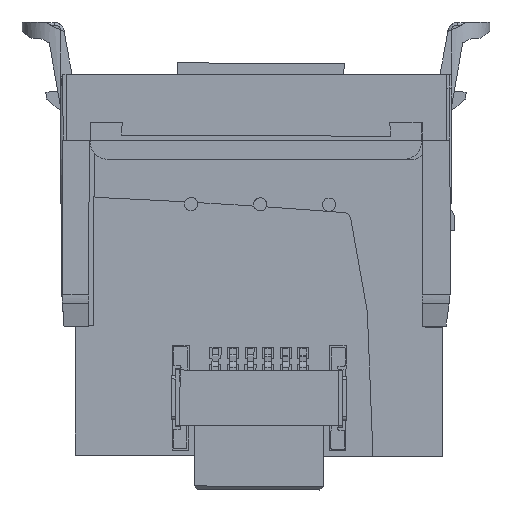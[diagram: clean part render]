
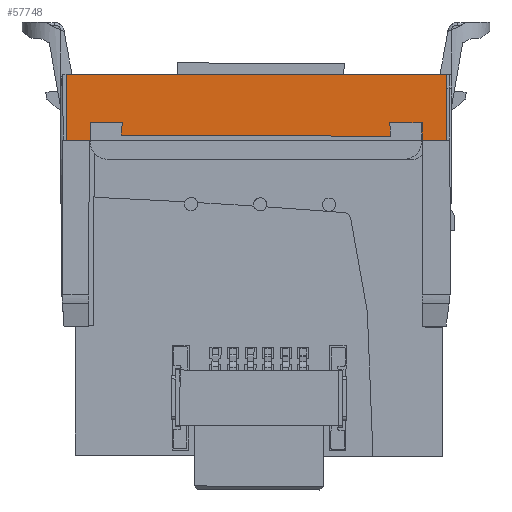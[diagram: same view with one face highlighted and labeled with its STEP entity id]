
A CAD part, left-side view. The second image highlights one B-rep face of the part: STEP entity #57748.
In plain terms, the highlighted planar face has unit normal (-1, 0, 0).
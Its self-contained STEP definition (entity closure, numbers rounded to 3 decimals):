
#1504 = EDGE_CURVE ( 'NONE', #54244, #6875, #65681, .T. ) ;
#2348 = CARTESIAN_POINT ( 'NONE',  ( 89.683, -0.001, 78.015 ) ) ;
#3391 = VERTEX_POINT ( 'NONE', #45299 ) ;
#3609 = VECTOR ( 'NONE', #53617, 1000. ) ;
#3698 = LINE ( 'NONE', #82215, #35712 ) ;
#4024 = EDGE_CURVE ( 'NONE', #7366, #54626, #3698, .T. ) ;
#4191 = DIRECTION ( 'NONE',  ( 0., -1., 0. ) ) ;
#5044 = VECTOR ( 'NONE', #65433, 1000. ) ;
#5884 = EDGE_CURVE ( 'NONE', #22670, #60566, #48062, .T. ) ;
#6423 = ORIENTED_EDGE ( 'NONE', *, *, #75184, .T. ) ;
#6875 = VERTEX_POINT ( 'NONE', #9197 ) ;
#7132 = EDGE_CURVE ( 'NONE', #42207, #54594, #39640, .T. ) ;
#7366 = VERTEX_POINT ( 'NONE', #24929 ) ;
#7544 = VECTOR ( 'NONE', #45820, 1000. ) ;
#7818 = ORIENTED_EDGE ( 'NONE', *, *, #50885, .F. ) ;
#8766 = LINE ( 'NONE', #16101, #74651 ) ;
#9197 = CARTESIAN_POINT ( 'NONE',  ( 89.683, 9.869, 78.31 ) ) ;
#9351 = ORIENTED_EDGE ( 'NONE', *, *, #45357, .F. ) ;
#10069 = CARTESIAN_POINT ( 'NONE',  ( 89.683, 29.315, 79.311 ) ) ;
#12162 = VECTOR ( 'NONE', #12559, 1000. ) ;
#12559 = DIRECTION ( 'NONE',  ( 0., 0.07, -0.998 ) ) ;
#12833 = CARTESIAN_POINT ( 'NONE',  ( 89.683, 28.93, 84.823 ) ) ;
#14018 = CARTESIAN_POINT ( 'NONE',  ( 89.683, 5.843, 64.495 ) ) ;
#14138 = VERTEX_POINT ( 'NONE', #30591 ) ;
#15612 = AXIS2_PLACEMENT_3D ( 'NONE', #76026, #37861, #82477 ) ;
#16101 = CARTESIAN_POINT ( 'NONE',  ( 89.683, -0.001, 79.311 ) ) ;
#16785 = VECTOR ( 'NONE', #78526, 1000. ) ;
#17343 = VECTOR ( 'NONE', #41084, 1000. ) ;
#17994 = PLANE ( 'NONE',  #15612 ) ;
#20395 = LINE ( 'NONE', #50280, #39395 ) ;
#20435 = EDGE_CURVE ( 'NONE', #77989, #3391, #29532, .T. ) ;
#21882 = CARTESIAN_POINT ( 'NONE',  ( 89.683, -0.001, 82.8 ) ) ;
#22670 = VERTEX_POINT ( 'NONE', #10069 ) ;
#22696 = CARTESIAN_POINT ( 'NONE',  ( 89.683, 29.379, 78.396 ) ) ;
#23862 = ORIENTED_EDGE ( 'NONE', *, *, #5884, .T. ) ;
#23978 = CARTESIAN_POINT ( 'NONE',  ( 89.683, 31.652, 79.311 ) ) ;
#24232 = DIRECTION ( 'NONE',  ( 0., 0., 1. ) ) ;
#24551 = EDGE_CURVE ( 'NONE', #54626, #14138, #52471, .T. ) ;
#24929 = CARTESIAN_POINT ( 'NONE',  ( 89.683, 33.386, 78.015 ) ) ;
#26326 = FACE_OUTER_BOUND ( 'NONE', #69570, .T. ) ;
#28768 = ORIENTED_EDGE ( 'NONE', *, *, #20435, .T. ) ;
#29283 = DIRECTION ( 'NONE',  ( 0., -1., 0. ) ) ;
#29532 = LINE ( 'NONE', #2348, #61328 ) ;
#30497 = CARTESIAN_POINT ( 'NONE',  ( 89.683, 31.652, 78.015 ) ) ;
#30591 = CARTESIAN_POINT ( 'NONE',  ( 89.683, 5.843, 82.8 ) ) ;
#31101 = VERTEX_POINT ( 'NONE', #41143 ) ;
#34383 = LINE ( 'NONE', #53562, #17343 ) ;
#35712 = VECTOR ( 'NONE', #56720, 1000. ) ;
#37861 = DIRECTION ( 'NONE',  ( 1., 0., 0. ) ) ;
#38299 = VECTOR ( 'NONE', #4191, 1000. ) ;
#39395 = VECTOR ( 'NONE', #56702, 1000. ) ;
#39436 = EDGE_CURVE ( 'NONE', #54594, #22670, #8766, .T. ) ;
#39640 = LINE ( 'NONE', #62409, #71538 ) ;
#40391 = EDGE_CURVE ( 'NONE', #31101, #54244, #34383, .T. ) ;
#40624 = EDGE_CURVE ( 'NONE', #7366, #42207, #72214, .T. ) ;
#41036 = LINE ( 'NONE', #64880, #5044 ) ;
#41084 = DIRECTION ( 'NONE',  ( 0., 1., 0. ) ) ;
#41143 = CARTESIAN_POINT ( 'NONE',  ( 89.683, 7.593, 79.3 ) ) ;
#42207 = VERTEX_POINT ( 'NONE', #30497 ) ;
#43506 = CARTESIAN_POINT ( 'NONE',  ( 89.683, 33.386, 82.8 ) ) ;
#43845 = CARTESIAN_POINT ( 'NONE',  ( 89.683, 9.938, 79.3 ) ) ;
#44130 = ORIENTED_EDGE ( 'NONE', *, *, #7132, .T. ) ;
#45299 = CARTESIAN_POINT ( 'NONE',  ( 89.683, 5.843, 78.015 ) ) ;
#45357 = EDGE_CURVE ( 'NONE', #77989, #31101, #41036, .T. ) ;
#45820 = DIRECTION ( 'NONE',  ( 0., 0., 1. ) ) ;
#48062 = LINE ( 'NONE', #12833, #12162 ) ;
#50280 = CARTESIAN_POINT ( 'NONE',  ( 89.683, 0.019, 78.267 ) ) ;
#50885 = EDGE_CURVE ( 'NONE', #6875, #60566, #20395, .T. ) ;
#52288 = ORIENTED_EDGE ( 'NONE', *, *, #24551, .F. ) ;
#52471 = LINE ( 'NONE', #21882, #3609 ) ;
#53562 = CARTESIAN_POINT ( 'NONE',  ( 89.683, -0.001, 79.3 ) ) ;
#53617 = DIRECTION ( 'NONE',  ( 0., -1., 0. ) ) ;
#54244 = VERTEX_POINT ( 'NONE', #43845 ) ;
#54594 = VERTEX_POINT ( 'NONE', #23978 ) ;
#54626 = VERTEX_POINT ( 'NONE', #43506 ) ;
#55467 = CARTESIAN_POINT ( 'NONE',  ( 89.683, -0.001, 78.015 ) ) ;
#56702 = DIRECTION ( 'NONE',  ( 0., 1., 0.004 ) ) ;
#56720 = DIRECTION ( 'NONE',  ( 0., 0., 1. ) ) ;
#57748 = ADVANCED_FACE ( 'NONE', ( #26326 ), #17994, .F. ) ;
#58421 = LINE ( 'NONE', #14018, #7544 ) ;
#59777 = DIRECTION ( 'NONE',  ( 0., -1., 0. ) ) ;
#60566 = VERTEX_POINT ( 'NONE', #22696 ) ;
#61150 = ORIENTED_EDGE ( 'NONE', *, *, #4024, .F. ) ;
#61328 = VECTOR ( 'NONE', #59777, 1000. ) ;
#62084 = ORIENTED_EDGE ( 'NONE', *, *, #39436, .T. ) ;
#62409 = CARTESIAN_POINT ( 'NONE',  ( 89.683, 31.652, 82.8 ) ) ;
#64880 = CARTESIAN_POINT ( 'NONE',  ( 89.683, 7.593, 82.8 ) ) ;
#65433 = DIRECTION ( 'NONE',  ( 0., 0., 1. ) ) ;
#65681 = LINE ( 'NONE', #72352, #16785 ) ;
#69570 = EDGE_LOOP ( 'NONE', ( #61150, #78587, #44130, #62084, #23862, #7818, #75243, #79064, #9351, #28768, #6423, #52288 ) ) ;
#71538 = VECTOR ( 'NONE', #24232, 1000. ) ;
#72214 = LINE ( 'NONE', #55467, #38299 ) ;
#72352 = CARTESIAN_POINT ( 'NONE',  ( 89.683, 10.133, 82.091 ) ) ;
#74651 = VECTOR ( 'NONE', #29283, 1000. ) ;
#75184 = EDGE_CURVE ( 'NONE', #3391, #14138, #58421, .T. ) ;
#75243 = ORIENTED_EDGE ( 'NONE', *, *, #1504, .F. ) ;
#76026 = CARTESIAN_POINT ( 'NONE',  ( 89.683, -0.001, 82.8 ) ) ;
#76361 = CARTESIAN_POINT ( 'NONE',  ( 89.683, 7.593, 78.015 ) ) ;
#77989 = VERTEX_POINT ( 'NONE', #76361 ) ;
#78526 = DIRECTION ( 'NONE',  ( 0., -0.07, -0.998 ) ) ;
#78587 = ORIENTED_EDGE ( 'NONE', *, *, #40624, .T. ) ;
#79064 = ORIENTED_EDGE ( 'NONE', *, *, #40391, .F. ) ;
#82215 = CARTESIAN_POINT ( 'NONE',  ( 89.683, 33.386, 64.495 ) ) ;
#82477 = DIRECTION ( 'NONE',  ( 0., 0., -1. ) ) ;
